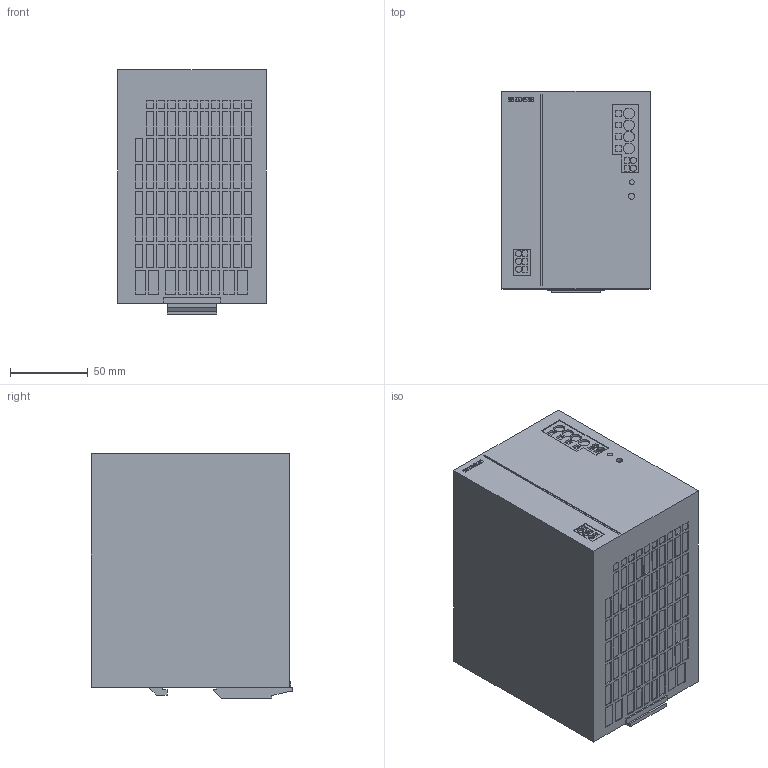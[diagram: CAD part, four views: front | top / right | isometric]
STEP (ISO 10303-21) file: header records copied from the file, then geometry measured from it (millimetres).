
FILE_DESCRIPTION (( 'STEP AP214' ), '1' );
FILE_NAME ('215933.STEP', '2020-12-02T08:47:09', ( '' ), ( '' ), 'SwSTEP 2.0', 'SolidWorks 2018', '' );
FILE_SCHEMA (( 'AUTOMOTIVE_DESIGN' ));
Length unit declared in the file: millimetre
Products named in the file (1): 215933
Bounding box: 95 x 129.3 x 157 mm (x, y, z)
Volume: 1813201.8 mm3; surface area: 96122 mm2
Topology: 1 solids, 1 shells, 1173 faces, 2896 edges, 1930 vertices
Faces by surface type: plane 1145, cylinder 28
Entity records: 34024 total; most frequent: CARTESIAN_POINT 6000, ORIENTED_EDGE 5792, DIRECTION 5300, EDGE_CURVE 2896, VECTOR 2840, LINE 2840, VERTEX_POINT 1930, EDGE_LOOP 1378
